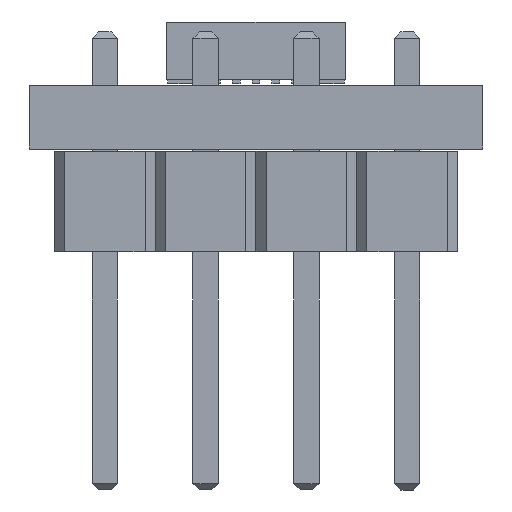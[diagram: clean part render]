
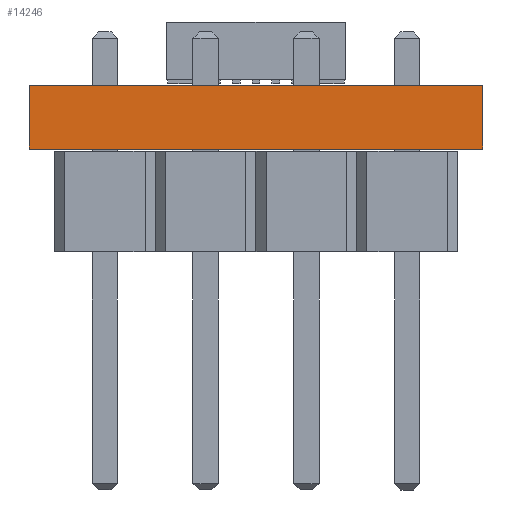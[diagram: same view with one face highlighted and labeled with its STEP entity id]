
A CAD part, left-side view. The second image highlights one B-rep face of the part: STEP entity #14246.
In plain terms, the highlighted planar face has unit normal (-1, 0, 0).
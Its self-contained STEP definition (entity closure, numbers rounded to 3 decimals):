
#14130 = EDGE_CURVE('',#14131,#14133,#14135,.T.);
#14131 = VERTEX_POINT('',#14132);
#14132 = CARTESIAN_POINT('',(-6.985,5.715,0.));
#14133 = VERTEX_POINT('',#14134);
#14134 = CARTESIAN_POINT('',(-6.985,5.715,1.6));
#14135 = SURFACE_CURVE('',#14136,(#14140,#14152),.PCURVE_S1.);
#14136 = LINE('',#14137,#14138);
#14137 = CARTESIAN_POINT('',(-6.985,5.715,0.));
#14138 = VECTOR('',#14139,1.);
#14139 = DIRECTION('',(0.,0.,1.));
#14140 = PCURVE('',#14141,#14146);
#14141 = PLANE('',#14142);
#14142 = AXIS2_PLACEMENT_3D('',#14143,#14144,#14145);
#14143 = CARTESIAN_POINT('',(-6.985,5.715,0.));
#14144 = DIRECTION('',(0.,1.,0.));
#14145 = DIRECTION('',(1.,0.,0.));
#14146 = DEFINITIONAL_REPRESENTATION('',(#14147),#14151);
#14147 = LINE('',#14148,#14149);
#14148 = CARTESIAN_POINT('',(0.,0.));
#14149 = VECTOR('',#14150,1.);
#14150 = DIRECTION('',(0.,-1.));
#14151 = ( GEOMETRIC_REPRESENTATION_CONTEXT(2) 
PARAMETRIC_REPRESENTATION_CONTEXT() REPRESENTATION_CONTEXT('2D SPACE',''
  ) );
#14152 = PCURVE('',#14153,#14158);
#14153 = PLANE('',#14154);
#14154 = AXIS2_PLACEMENT_3D('',#14155,#14156,#14157);
#14155 = CARTESIAN_POINT('',(-6.985,-5.715,0.));
#14156 = DIRECTION('',(-1.,0.,0.));
#14157 = DIRECTION('',(0.,1.,0.));
#14158 = DEFINITIONAL_REPRESENTATION('',(#14159),#14163);
#14159 = LINE('',#14160,#14161);
#14160 = CARTESIAN_POINT('',(11.43,0.));
#14161 = VECTOR('',#14162,1.);
#14162 = DIRECTION('',(0.,-1.));
#14163 = ( GEOMETRIC_REPRESENTATION_CONTEXT(2) 
PARAMETRIC_REPRESENTATION_CONTEXT() REPRESENTATION_CONTEXT('2D SPACE',''
  ) );
#14181 = PLANE('',#14182);
#14182 = AXIS2_PLACEMENT_3D('',#14183,#14184,#14185);
#14183 = CARTESIAN_POINT('',(0.,0.,1.6));
#14184 = DIRECTION('',(0.,0.,-1.));
#14185 = DIRECTION('',(-1.,0.,0.));
#14235 = PLANE('',#14236);
#14236 = AXIS2_PLACEMENT_3D('',#14237,#14238,#14239);
#14237 = CARTESIAN_POINT('',(0.,0.,0.));
#14238 = DIRECTION('',(0.,0.,-1.));
#14239 = DIRECTION('',(-1.,0.,0.));
#14246 = ADVANCED_FACE('',(#14247),#14153,.T.);
#14247 = FACE_BOUND('',#14248,.T.);
#14248 = EDGE_LOOP('',(#14249,#14279,#14300,#14301));
#14249 = ORIENTED_EDGE('',*,*,#14250,.T.);
#14250 = EDGE_CURVE('',#14251,#14253,#14255,.T.);
#14251 = VERTEX_POINT('',#14252);
#14252 = CARTESIAN_POINT('',(-6.985,-5.715,0.));
#14253 = VERTEX_POINT('',#14254);
#14254 = CARTESIAN_POINT('',(-6.985,-5.715,1.6));
#14255 = SURFACE_CURVE('',#14256,(#14260,#14267),.PCURVE_S1.);
#14256 = LINE('',#14257,#14258);
#14257 = CARTESIAN_POINT('',(-6.985,-5.715,0.));
#14258 = VECTOR('',#14259,1.);
#14259 = DIRECTION('',(0.,0.,1.));
#14260 = PCURVE('',#14153,#14261);
#14261 = DEFINITIONAL_REPRESENTATION('',(#14262),#14266);
#14262 = LINE('',#14263,#14264);
#14263 = CARTESIAN_POINT('',(0.,0.));
#14264 = VECTOR('',#14265,1.);
#14265 = DIRECTION('',(0.,-1.));
#14266 = ( GEOMETRIC_REPRESENTATION_CONTEXT(2) 
PARAMETRIC_REPRESENTATION_CONTEXT() REPRESENTATION_CONTEXT('2D SPACE',''
  ) );
#14267 = PCURVE('',#14268,#14273);
#14268 = PLANE('',#14269);
#14269 = AXIS2_PLACEMENT_3D('',#14270,#14271,#14272);
#14270 = CARTESIAN_POINT('',(6.985,-5.715,0.));
#14271 = DIRECTION('',(0.,-1.,0.));
#14272 = DIRECTION('',(-1.,0.,0.));
#14273 = DEFINITIONAL_REPRESENTATION('',(#14274),#14278);
#14274 = LINE('',#14275,#14276);
#14275 = CARTESIAN_POINT('',(13.97,0.));
#14276 = VECTOR('',#14277,1.);
#14277 = DIRECTION('',(0.,-1.));
#14278 = ( GEOMETRIC_REPRESENTATION_CONTEXT(2) 
PARAMETRIC_REPRESENTATION_CONTEXT() REPRESENTATION_CONTEXT('2D SPACE',''
  ) );
#14279 = ORIENTED_EDGE('',*,*,#14280,.T.);
#14280 = EDGE_CURVE('',#14253,#14133,#14281,.T.);
#14281 = SURFACE_CURVE('',#14282,(#14286,#14293),.PCURVE_S1.);
#14282 = LINE('',#14283,#14284);
#14283 = CARTESIAN_POINT('',(-6.985,-5.715,1.6));
#14284 = VECTOR('',#14285,1.);
#14285 = DIRECTION('',(0.,1.,0.));
#14286 = PCURVE('',#14153,#14287);
#14287 = DEFINITIONAL_REPRESENTATION('',(#14288),#14292);
#14288 = LINE('',#14289,#14290);
#14289 = CARTESIAN_POINT('',(0.,-1.6));
#14290 = VECTOR('',#14291,1.);
#14291 = DIRECTION('',(1.,0.));
#14292 = ( GEOMETRIC_REPRESENTATION_CONTEXT(2) 
PARAMETRIC_REPRESENTATION_CONTEXT() REPRESENTATION_CONTEXT('2D SPACE',''
  ) );
#14293 = PCURVE('',#14181,#14294);
#14294 = DEFINITIONAL_REPRESENTATION('',(#14295),#14299);
#14295 = LINE('',#14296,#14297);
#14296 = CARTESIAN_POINT('',(6.985,-5.715));
#14297 = VECTOR('',#14298,1.);
#14298 = DIRECTION('',(0.,1.));
#14299 = ( GEOMETRIC_REPRESENTATION_CONTEXT(2) 
PARAMETRIC_REPRESENTATION_CONTEXT() REPRESENTATION_CONTEXT('2D SPACE',''
  ) );
#14300 = ORIENTED_EDGE('',*,*,#14130,.F.);
#14301 = ORIENTED_EDGE('',*,*,#14302,.F.);
#14302 = EDGE_CURVE('',#14251,#14131,#14303,.T.);
#14303 = SURFACE_CURVE('',#14304,(#14308,#14315),.PCURVE_S1.);
#14304 = LINE('',#14305,#14306);
#14305 = CARTESIAN_POINT('',(-6.985,-5.715,0.));
#14306 = VECTOR('',#14307,1.);
#14307 = DIRECTION('',(0.,1.,0.));
#14308 = PCURVE('',#14153,#14309);
#14309 = DEFINITIONAL_REPRESENTATION('',(#14310),#14314);
#14310 = LINE('',#14311,#14312);
#14311 = CARTESIAN_POINT('',(0.,0.));
#14312 = VECTOR('',#14313,1.);
#14313 = DIRECTION('',(1.,0.));
#14314 = ( GEOMETRIC_REPRESENTATION_CONTEXT(2) 
PARAMETRIC_REPRESENTATION_CONTEXT() REPRESENTATION_CONTEXT('2D SPACE',''
  ) );
#14315 = PCURVE('',#14235,#14316);
#14316 = DEFINITIONAL_REPRESENTATION('',(#14317),#14321);
#14317 = LINE('',#14318,#14319);
#14318 = CARTESIAN_POINT('',(6.985,-5.715));
#14319 = VECTOR('',#14320,1.);
#14320 = DIRECTION('',(0.,1.));
#14321 = ( GEOMETRIC_REPRESENTATION_CONTEXT(2) 
PARAMETRIC_REPRESENTATION_CONTEXT() REPRESENTATION_CONTEXT('2D SPACE',''
  ) );
